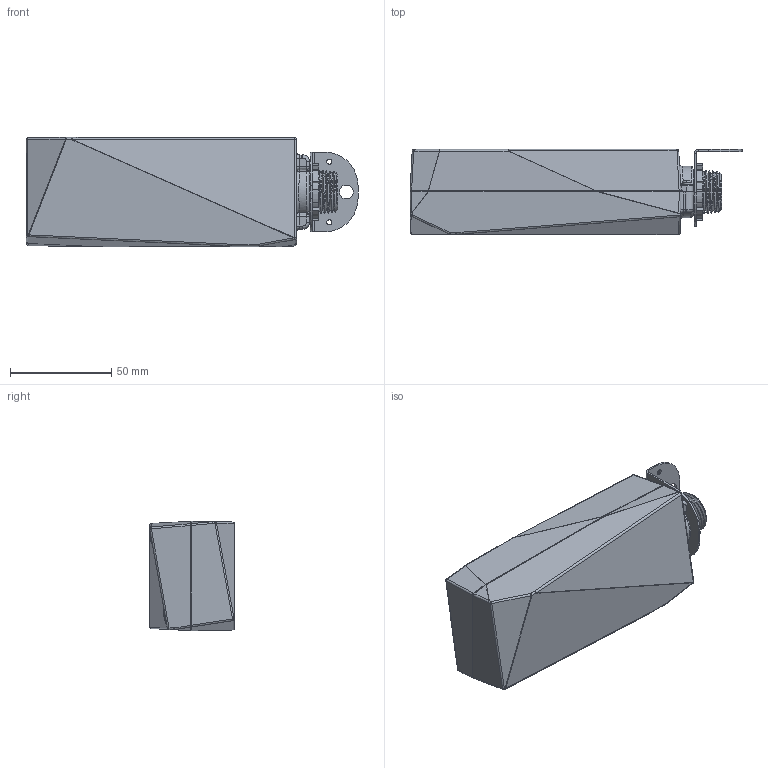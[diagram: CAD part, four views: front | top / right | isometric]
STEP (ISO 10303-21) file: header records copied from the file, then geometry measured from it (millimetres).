
FILE_DESCRIPTION (( 'STEP AP214' ), '1' );
FILE_NAME ('DOC-1000492.STEP', '2020-09-21T20:56:38', ( '' ), ( '' ), 'SwSTEP 2.0', 'SolidWorks 2020', '' );
FILE_SCHEMA (( 'AUTOMOTIVE_DESIGN' ));
Length unit declared in the file: inch
Products named in the file (7): HDW086; DOC-1000492; ENC105; ENC106; BRKT021; SCR083_SCR083; NUT021
Assembly tree (9 placements, depth 2):
  DOC-1000492
    ENC106
    ENC105
    SCR083_SCR083  x4
    NUT021
    HDW086
    BRKT021
Bounding box: 163.73 x 41.91 x 53.97 mm (x, y, z)
Volume: 96020.5 mm3; surface area: 65828.1 mm2
Topology: 9 solids, 9 shells, 1627 faces, 4082 edges, 2468 vertices
Faces by surface type: cylinder 630, bspline 466, plane 233, torus 122, cone 120, sphere 56
Entity records: 111022 total; most frequent: CARTESIAN_POINT 82493, ORIENTED_EDGE 6520, DIRECTION 5311, EDGE_CURVE 3260, AXIS2_PLACEMENT_3D 2110, VERTEX_POINT 1943, EDGE_LOOP 1403, FACE_OUTER_BOUND 1354
